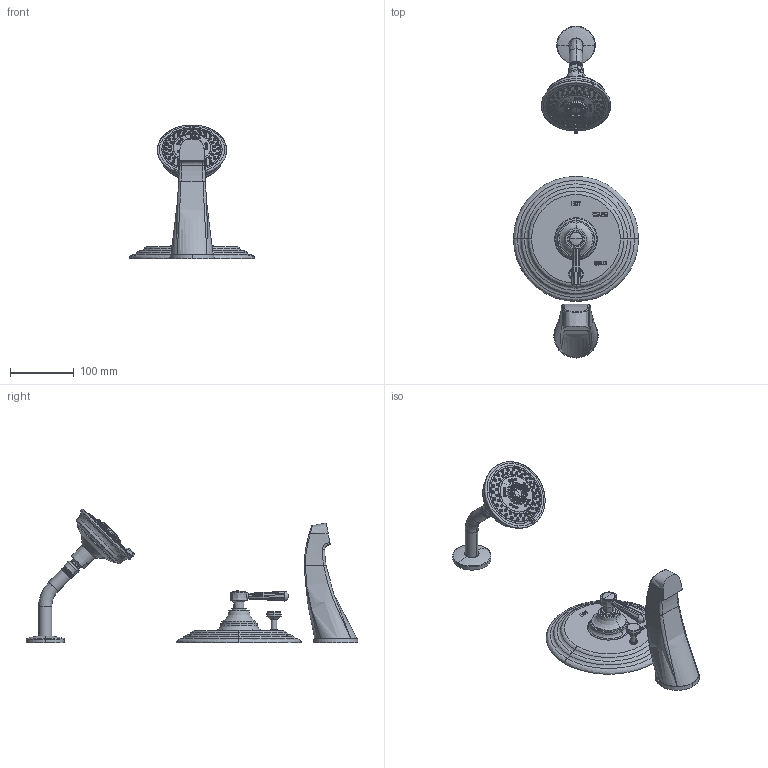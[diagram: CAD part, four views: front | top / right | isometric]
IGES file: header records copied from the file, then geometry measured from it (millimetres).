
Start section:  PTC IGES file: 3-1662bp.igs
Global section: file name: 3-1662bp.igs; native system: Creo Parametric by PTC Inc.; preprocessor: 2018400; author: jinson.thomas; organization: Unknown; date: 20210527.143157; units: inch
Bounding box: 196.85 x 522.35 x 210.63 mm (x, y, z)
Volume: 1231686.1 mm3; surface area: 161554.7 mm2
Topology: 3 solids, 3 shells, 1344 faces, 2942 edges, 1775 vertices
Faces by surface type: revolution 947, bspline 333, extrusion 64
